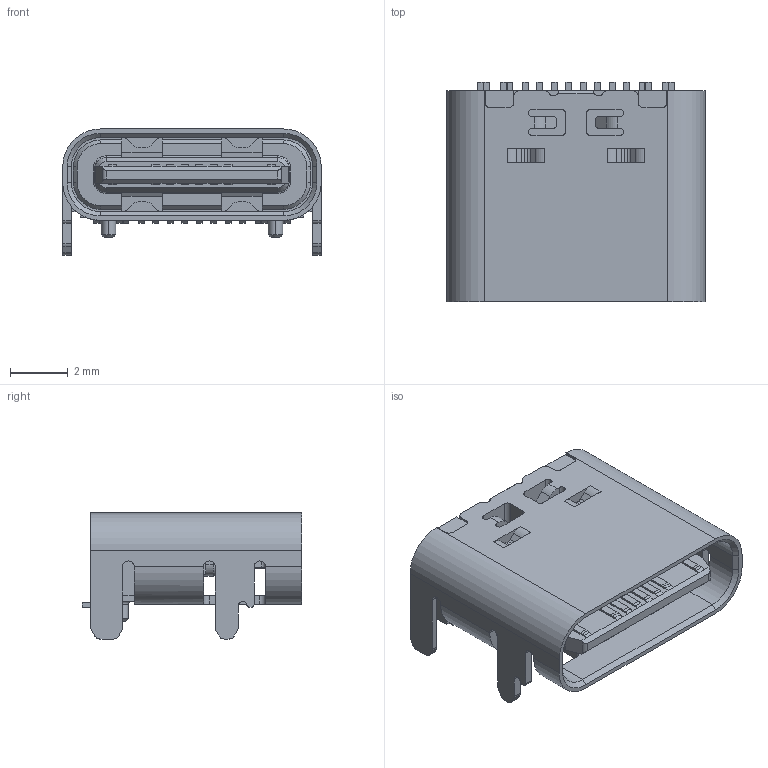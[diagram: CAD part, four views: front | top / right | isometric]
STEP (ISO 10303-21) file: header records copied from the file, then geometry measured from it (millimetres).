
FILE_DESCRIPTION(('STEP AP242'),'1');
FILE_NAME('1332645.stp','2025-12-13T04:28:50',('TraceParts'),('TraceParts S.A.S.'),'Spatial InterOp 3D',' ',' ');
FILE_SCHEMA(('AP242_MANAGED_MODEL_BASED_3D_ENGINEERING_MIM_LF {1 0 10303 442 1 1 4}'));
Length unit declared in the file: millimetre
Products named in the file (1): CUC-USB3.1-J1ST-AH_UCF-SMD|1#CUC-USB3.1-J1ST-AH_UCF-SMD;CUC-USB3.1-J1ST-AH_UCF-SMD
Bounding box: 8.94 x 7.6 x 4.36 mm (x, y, z)
Volume: 119.2 mm3; surface area: 419.4 mm2
Topology: 1 solids, 1 shells, 787 faces, 2185 edges, 1410 vertices
Faces by surface type: plane 572, cylinder 181, cone 22, torus 10, bspline 2
Entity records: 31798 total; most frequent: CARTESIAN_POINT 5074, ORIENTED_EDGE 4370, DIRECTION 4159, EDGE_CURVE 2185, LINE 1721, VECTOR 1721, VERTEX_POINT 1410, AXIS2_PLACEMENT_3D 1219
